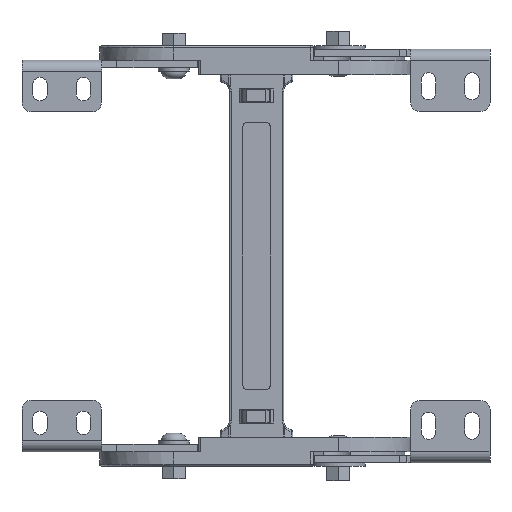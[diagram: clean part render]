
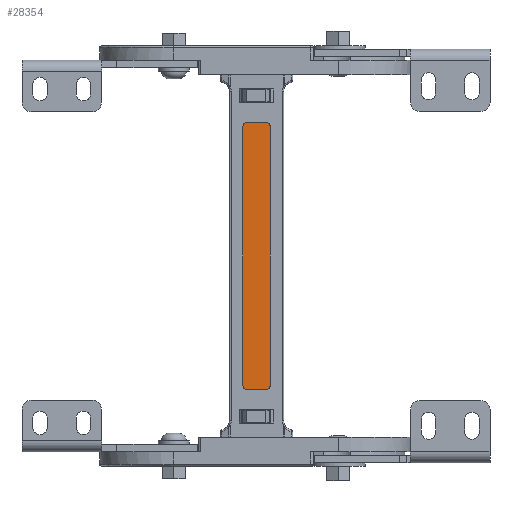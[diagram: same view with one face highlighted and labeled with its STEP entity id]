
A CAD part, front view. The second image highlights one B-rep face of the part: STEP entity #28354.
In plain terms, the highlighted planar face has unit normal (0, -1, 0).
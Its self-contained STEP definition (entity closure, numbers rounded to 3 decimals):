
#1078 = EDGE_CURVE ( 'NONE', #6448, #46835, #40608, .T. ) ;
#1283 = CARTESIAN_POINT ( 'NONE',  ( -2.472, -40.413, -1.211 ) ) ;
#2408 = VERTEX_POINT ( 'NONE', #36119 ) ;
#3631 = DIRECTION ( 'NONE',  ( 0., 0., 1. ) ) ;
#4445 = VECTOR ( 'NONE', #46597, 1000. ) ;
#4578 = DIRECTION ( 'NONE',  ( 0., 0., 1. ) ) ;
#5675 = ORIENTED_EDGE ( 'NONE', *, *, #37375, .T. ) ;
#5951 = CIRCLE ( 'NONE', #36785, 2.515 ) ;
#5985 = ORIENTED_EDGE ( 'NONE', *, *, #32863, .T. ) ;
#6126 = EDGE_LOOP ( 'NONE', ( #8894, #9802, #45668, #36156, #5985, #47104, #47242, #5675 ) ) ;
#6448 = VERTEX_POINT ( 'NONE', #50597 ) ;
#6602 = CARTESIAN_POINT ( 'NONE',  ( -2.472, -40.413, -149.379 ) ) ;
#7598 = DIRECTION ( 'NONE',  ( 0., -1., 0. ) ) ;
#8756 = VERTEX_POINT ( 'NONE', #24043 ) ;
#8894 = ORIENTED_EDGE ( 'NONE', *, *, #1078, .T. ) ;
#9706 = AXIS2_PLACEMENT_3D ( 'NONE', #14002, #7598, #23558 ) ;
#9802 = ORIENTED_EDGE ( 'NONE', *, *, #39295, .T. ) ;
#10589 = CARTESIAN_POINT ( 'NONE',  ( -2.472, -40.413, -1.211 ) ) ;
#10608 = DIRECTION ( 'NONE',  ( 0., 0., 1. ) ) ;
#10895 = CARTESIAN_POINT ( 'NONE',  ( 7.588, -40.413, -3.726 ) ) ;
#11899 = CIRCLE ( 'NONE', #9706, 2.515 ) ;
#12582 = CARTESIAN_POINT ( 'NONE',  ( 10.103, -40.413, -146.864 ) ) ;
#14002 = CARTESIAN_POINT ( 'NONE',  ( -2.472, -40.413, -146.864 ) ) ;
#14555 = DIRECTION ( 'NONE',  ( -1., 0., 0. ) ) ;
#14863 = DIRECTION ( 'NONE',  ( 0., -1., 0. ) ) ;
#18245 = AXIS2_PLACEMENT_3D ( 'NONE', #44341, #40593, #40253 ) ;
#18573 = CARTESIAN_POINT ( 'NONE',  ( -2.472, -40.413, -3.726 ) ) ;
#18750 = CARTESIAN_POINT ( 'NONE',  ( -4.987, -40.413, -146.864 ) ) ;
#18863 = DIRECTION ( 'NONE',  ( 0., 0., 1. ) ) ;
#19138 = CARTESIAN_POINT ( 'NONE',  ( 7.588, -40.413, -149.379 ) ) ;
#19754 = AXIS2_PLACEMENT_3D ( 'NONE', #10895, #14863, #18863 ) ;
#20251 = PLANE ( 'NONE',  #48965 ) ;
#23148 = VECTOR ( 'NONE', #14555, 1000. ) ;
#23558 = DIRECTION ( 'NONE',  ( 0., 0., 1. ) ) ;
#24043 = CARTESIAN_POINT ( 'NONE',  ( 7.588, -40.413, -1.211 ) ) ;
#24669 = LINE ( 'NONE', #43016, #36277 ) ;
#25547 = VECTOR ( 'NONE', #46136, 1000. ) ;
#28092 = CIRCLE ( 'NONE', #18245, 2.515 ) ;
#28354 = ADVANCED_FACE ( 'NONE', ( #39139 ), #20251, .F. ) ;
#29135 = EDGE_CURVE ( 'NONE', #50166, #34557, #28092, .T. ) ;
#29561 = EDGE_CURVE ( 'NONE', #8756, #36539, #43308, .T. ) ;
#30691 = VERTEX_POINT ( 'NONE', #47026 ) ;
#31633 = CARTESIAN_POINT ( 'NONE',  ( -2.472, -40.413, -26.864 ) ) ;
#32863 = EDGE_CURVE ( 'NONE', #34557, #30691, #24669, .T. ) ;
#34508 = EDGE_CURVE ( 'NONE', #30691, #8756, #43476, .T. ) ;
#34557 = VERTEX_POINT ( 'NONE', #12582 ) ;
#35859 = LINE ( 'NONE', #6602, #25547 ) ;
#36119 = CARTESIAN_POINT ( 'NONE',  ( -2.472, -40.413, -149.379 ) ) ;
#36156 = ORIENTED_EDGE ( 'NONE', *, *, #29135, .T. ) ;
#36277 = VECTOR ( 'NONE', #3631, 1000. ) ;
#36539 = VERTEX_POINT ( 'NONE', #1283 ) ;
#36785 = AXIS2_PLACEMENT_3D ( 'NONE', #18573, #46553, #10608 ) ;
#37375 = EDGE_CURVE ( 'NONE', #36539, #6448, #5951, .T. ) ;
#38688 = CARTESIAN_POINT ( 'NONE',  ( -4.987, -40.413, -26.864 ) ) ;
#39139 = FACE_OUTER_BOUND ( 'NONE', #6126, .T. ) ;
#39295 = EDGE_CURVE ( 'NONE', #46835, #2408, #11899, .T. ) ;
#40253 = DIRECTION ( 'NONE',  ( 0., 0., -1. ) ) ;
#40593 = DIRECTION ( 'NONE',  ( 0., -1., 0. ) ) ;
#40608 = LINE ( 'NONE', #38688, #4445 ) ;
#43016 = CARTESIAN_POINT ( 'NONE',  ( 10.103, -40.413, -26.864 ) ) ;
#43308 = LINE ( 'NONE', #10589, #23148 ) ;
#43476 = CIRCLE ( 'NONE', #19754, 2.515 ) ;
#44341 = CARTESIAN_POINT ( 'NONE',  ( 7.588, -40.413, -146.864 ) ) ;
#45582 = EDGE_CURVE ( 'NONE', #2408, #50166, #35859, .T. ) ;
#45668 = ORIENTED_EDGE ( 'NONE', *, *, #45582, .T. ) ;
#46136 = DIRECTION ( 'NONE',  ( 1., 0., 0. ) ) ;
#46553 = DIRECTION ( 'NONE',  ( 0., -1., 0. ) ) ;
#46597 = DIRECTION ( 'NONE',  ( 0., 0., -1. ) ) ;
#46835 = VERTEX_POINT ( 'NONE', #18750 ) ;
#47026 = CARTESIAN_POINT ( 'NONE',  ( 10.103, -40.413, -3.726 ) ) ;
#47104 = ORIENTED_EDGE ( 'NONE', *, *, #34508, .T. ) ;
#47242 = ORIENTED_EDGE ( 'NONE', *, *, #29561, .T. ) ;
#47551 = DIRECTION ( 'NONE',  ( 0., 1., 0. ) ) ;
#48965 = AXIS2_PLACEMENT_3D ( 'NONE', #31633, #47551, #4578 ) ;
#50166 = VERTEX_POINT ( 'NONE', #19138 ) ;
#50597 = CARTESIAN_POINT ( 'NONE',  ( -4.987, -40.413, -3.726 ) ) ;
